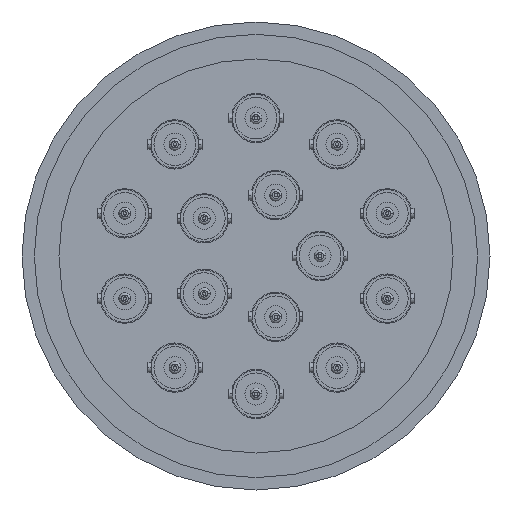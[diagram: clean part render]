
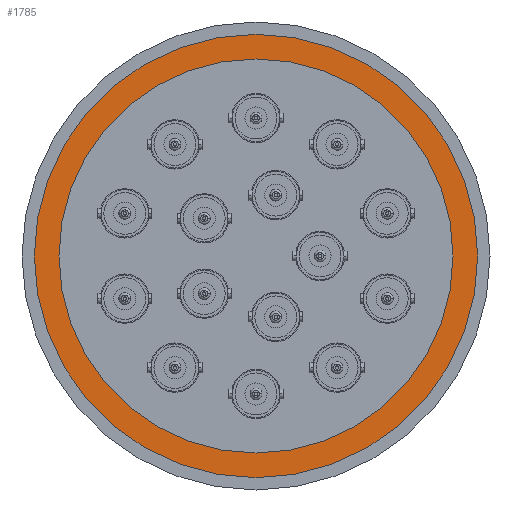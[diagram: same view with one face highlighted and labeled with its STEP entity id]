
A CAD part, front view. The second image highlights one B-rep face of the part: STEP entity #1785.
In plain terms, the highlighted planar face has unit normal (0, -1, 0).
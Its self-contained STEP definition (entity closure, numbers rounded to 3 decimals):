
#92 = EDGE_LOOP ( 'NONE', ( #3379, #1268 ) ) ;
#157 = DIRECTION ( 'NONE',  ( 0., 0., -1. ) ) ;
#192 = CARTESIAN_POINT ( 'NONE',  ( 0., -10., 0. ) ) ;
#299 = CIRCLE ( 'NONE', #828, 45. ) ;
#341 = ORIENTED_EDGE ( 'NONE', *, *, #1630, .T. ) ;
#396 = AXIS2_PLACEMENT_3D ( 'NONE', #192, #1768, #3632 ) ;
#502 = PLANE ( 'NONE',  #897 ) ;
#526 = AXIS2_PLACEMENT_3D ( 'NONE', #3862, #3205, #1940 ) ;
#768 = CARTESIAN_POINT ( 'NONE',  ( 0., -10., 45. ) ) ;
#799 = CIRCLE ( 'NONE', #2056, 45. ) ;
#828 = AXIS2_PLACEMENT_3D ( 'NONE', #3539, #2295, #3556 ) ;
#854 = VERTEX_POINT ( 'NONE', #3493 ) ;
#897 = AXIS2_PLACEMENT_3D ( 'NONE', #2422, #3696, #157 ) ;
#1240 = CARTESIAN_POINT ( 'NONE',  ( 0., -10., -45. ) ) ;
#1268 = ORIENTED_EDGE ( 'NONE', *, *, #3620, .F. ) ;
#1630 = EDGE_CURVE ( 'NONE', #3000, #2192, #299, .T. ) ;
#1645 = ORIENTED_EDGE ( 'NONE', *, *, #3640, .T. ) ;
#1768 = DIRECTION ( 'NONE',  ( 0., -1., 0. ) ) ;
#1785 = ADVANCED_FACE ( 'NONE', ( #3963, #3001 ), #502, .T. ) ;
#1940 = DIRECTION ( 'NONE',  ( 0., 0., -1. ) ) ;
#2056 = AXIS2_PLACEMENT_3D ( 'NONE', #3052, #3303, #2658 ) ;
#2184 = CIRCLE ( 'NONE', #396, 40. ) ;
#2192 = VERTEX_POINT ( 'NONE', #768 ) ;
#2255 = CIRCLE ( 'NONE', #526, 40. ) ;
#2295 = DIRECTION ( 'NONE',  ( 0., -1., 0. ) ) ;
#2391 = VERTEX_POINT ( 'NONE', #3994 ) ;
#2422 = CARTESIAN_POINT ( 'NONE',  ( 0., -10., -45. ) ) ;
#2658 = DIRECTION ( 'NONE',  ( 0., 0., -1. ) ) ;
#2829 = EDGE_LOOP ( 'NONE', ( #341, #1645 ) ) ;
#3000 = VERTEX_POINT ( 'NONE', #1240 ) ;
#3001 = FACE_BOUND ( 'NONE', #92, .T. ) ;
#3052 = CARTESIAN_POINT ( 'NONE',  ( 0., -10., 0. ) ) ;
#3205 = DIRECTION ( 'NONE',  ( 0., -1., 0. ) ) ;
#3303 = DIRECTION ( 'NONE',  ( 0., -1., 0. ) ) ;
#3379 = ORIENTED_EDGE ( 'NONE', *, *, #3487, .F. ) ;
#3487 = EDGE_CURVE ( 'NONE', #854, #2391, #2255, .T. ) ;
#3493 = CARTESIAN_POINT ( 'NONE',  ( 0., -10., -40. ) ) ;
#3539 = CARTESIAN_POINT ( 'NONE',  ( 0., -10., 0. ) ) ;
#3556 = DIRECTION ( 'NONE',  ( 0., 0., -1. ) ) ;
#3620 = EDGE_CURVE ( 'NONE', #2391, #854, #2184, .T. ) ;
#3632 = DIRECTION ( 'NONE',  ( 0., 0., -1. ) ) ;
#3640 = EDGE_CURVE ( 'NONE', #2192, #3000, #799, .T. ) ;
#3696 = DIRECTION ( 'NONE',  ( 0., -1., 0. ) ) ;
#3862 = CARTESIAN_POINT ( 'NONE',  ( 0., -10., 0. ) ) ;
#3963 = FACE_OUTER_BOUND ( 'NONE', #2829, .T. ) ;
#3994 = CARTESIAN_POINT ( 'NONE',  ( 0., -10., 40. ) ) ;
